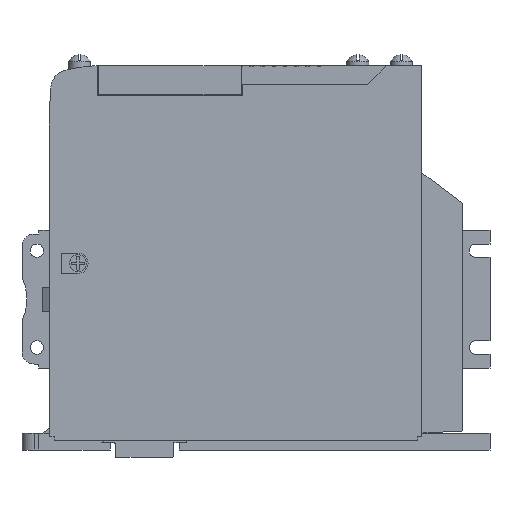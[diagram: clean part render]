
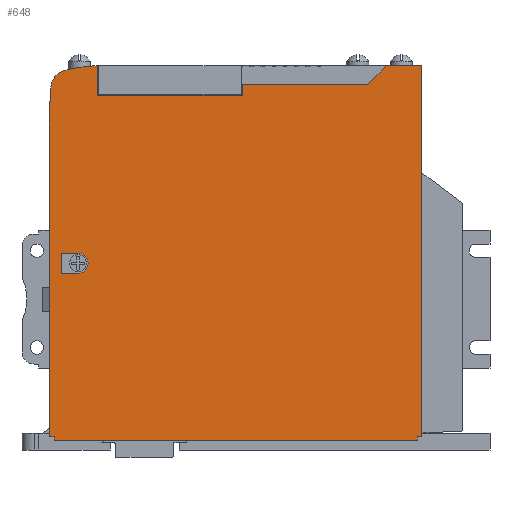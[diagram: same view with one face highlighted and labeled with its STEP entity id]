
A CAD part, left-side view. The second image highlights one B-rep face of the part: STEP entity #648.
In plain terms, the highlighted planar face has unit normal (-1, 0, 0).
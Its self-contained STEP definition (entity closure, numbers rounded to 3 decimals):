
#648 = ADVANCED_FACE( '', ( #1391, #1392 ), #1393, .F. );
#1391 = FACE_OUTER_BOUND( '', #2265, .T. );
#1392 = FACE_BOUND( '', #2266, .T. );
#1393 = PLANE( '', #2267 );
#2265 = EDGE_LOOP( '', ( #3922, #3923, #3924, #3925, #3926, #3927, #3928, #3929, #3930, #3931, #3932, #3933, #3934, #3935, #3936, #3937 ) );
#2266 = EDGE_LOOP( '', ( #3938, #3939, #3940, #3941 ) );
#2267 = AXIS2_PLACEMENT_3D( '', #3942, #3943, #3944 );
#3922 = ORIENTED_EDGE( '', *, *, #5783, .T. );
#3923 = ORIENTED_EDGE( '', *, *, #5961, .T. );
#3924 = ORIENTED_EDGE( '', *, *, #5962, .F. );
#3925 = ORIENTED_EDGE( '', *, *, #5907, .T. );
#3926 = ORIENTED_EDGE( '', *, *, #5835, .T. );
#3927 = ORIENTED_EDGE( '', *, *, #5963, .F. );
#3928 = ORIENTED_EDGE( '', *, *, #5426, .F. );
#3929 = ORIENTED_EDGE( '', *, *, #5964, .F. );
#3930 = ORIENTED_EDGE( '', *, *, #5725, .F. );
#3931 = ORIENTED_EDGE( '', *, *, #5787, .F. );
#3932 = ORIENTED_EDGE( '', *, *, #5394, .F. );
#3933 = ORIENTED_EDGE( '', *, *, #5344, .F. );
#3934 = ORIENTED_EDGE( '', *, *, #5482, .F. );
#3935 = ORIENTED_EDGE( '', *, *, #5632, .F. );
#3936 = ORIENTED_EDGE( '', *, *, #5965, .F. );
#3937 = ORIENTED_EDGE( '', *, *, #5966, .F. );
#3938 = ORIENTED_EDGE( '', *, *, #5967, .T. );
#3939 = ORIENTED_EDGE( '', *, *, #5598, .T. );
#3940 = ORIENTED_EDGE( '', *, *, #5968, .T. );
#3941 = ORIENTED_EDGE( '', *, *, #5402, .T. );
#3942 = CARTESIAN_POINT( '', ( -35., 162.294, 145.224 ) );
#3943 = DIRECTION( '', ( 1., 0., 0. ) );
#3944 = DIRECTION( '', ( 0., 0., -1. ) );
#5344 = EDGE_CURVE( '', #6394, #6395, #6396, .T. );
#5394 = EDGE_CURVE( '', #6395, #6484, #6485, .T. );
#5402 = EDGE_CURVE( '', #6496, #6497, #6498, .T. );
#5426 = EDGE_CURVE( '', #6538, #6530, #6540, .T. );
#5482 = EDGE_CURVE( '', #6637, #6394, #6638, .T. );
#5598 = EDGE_CURVE( '', #6839, #6840, #6841, .T. );
#5632 = EDGE_CURVE( '', #6891, #6637, #6892, .T. );
#5725 = EDGE_CURVE( '', #7051, #7053, #7054, .T. );
#5783 = EDGE_CURVE( '', #7144, #7145, #7146, .T. );
#5787 = EDGE_CURVE( '', #6484, #7051, #7150, .T. );
#5835 = EDGE_CURVE( '', #7219, #7217, #7220, .T. );
#5907 = EDGE_CURVE( '', #7325, #7219, #7326, .T. );
#5961 = EDGE_CURVE( '', #7145, #7402, #7403, .T. );
#5962 = EDGE_CURVE( '', #7325, #7402, #7404, .T. );
#5963 = EDGE_CURVE( '', #6530, #7217, #7405, .T. );
#5964 = EDGE_CURVE( '', #7053, #6538, #7406, .T. );
#5965 = EDGE_CURVE( '', #7407, #6891, #7408, .T. );
#5966 = EDGE_CURVE( '', #7144, #7407, #7409, .T. );
#5967 = EDGE_CURVE( '', #6497, #6839, #7410, .T. );
#5968 = EDGE_CURVE( '', #6840, #6496, #7411, .T. );
#6394 = VERTEX_POINT( '', #7941 );
#6395 = VERTEX_POINT( '', #7942 );
#6396 = LINE( '', #7943, #7944 );
#6484 = VERTEX_POINT( '', #8067 );
#6485 = LINE( '', #8068, #8069 );
#6496 = VERTEX_POINT( '', #8085 );
#6497 = VERTEX_POINT( '', #8086 );
#6498 = LINE( '', #8087, #8088 );
#6530 = VERTEX_POINT( '', #8132 );
#6538 = VERTEX_POINT( '', #8142 );
#6540 = CIRCLE( '', #8145, 8. );
#6637 = VERTEX_POINT( '', #8282 );
#6638 = LINE( '', #8283, #8284 );
#6839 = VERTEX_POINT( '', #8571 );
#6840 = VERTEX_POINT( '', #8572 );
#6841 = LINE( '', #8573, #8574 );
#6891 = VERTEX_POINT( '', #8645 );
#6892 = LINE( '', #8646, #8647 );
#7051 = VERTEX_POINT( '', #8890 );
#7053 = VERTEX_POINT( '', #8893 );
#7054 = LINE( '', #8894, #8895 );
#7144 = VERTEX_POINT( '', #9028 );
#7145 = VERTEX_POINT( '', #9029 );
#7146 = LINE( '', #9030, #9031 );
#7150 = LINE( '', #9037, #9038 );
#7217 = VERTEX_POINT( '', #9134 );
#7219 = VERTEX_POINT( '', #9137 );
#7220 = LINE( '', #9138, #9139 );
#7325 = VERTEX_POINT( '', #9283 );
#7326 = LINE( '', #9284, #9285 );
#7402 = VERTEX_POINT( '', #9393 );
#7403 = LINE( '', #9394, #9395 );
#7404 = LINE( '', #9396, #9397 );
#7405 = CIRCLE( '', #9398, 55.147 );
#7406 = LINE( '', #9399, #9400 );
#7407 = VERTEX_POINT( '', #9401 );
#7408 = LINE( '', #9402, #9403 );
#7409 = LINE( '', #9404, #9405 );
#7410 = LINE( '', #9406, #9407 );
#7411 = CIRCLE( '', #9408, 4.2 );
#7941 = CARTESIAN_POINT( '', ( -35., 18.8, 0. ) );
#7942 = CARTESIAN_POINT( '', ( -35., 168.8, 0. ) );
#7943 = CARTESIAN_POINT( '', ( -35., 18.8, 0. ) );
#7944 = VECTOR( '', #10062, 1000. );
#8067 = CARTESIAN_POINT( '', ( -35., 168.8, 1.5 ) );
#8068 = CARTESIAN_POINT( '', ( -35., 168.8, 0. ) );
#8069 = VECTOR( '', #10110, 1000. );
#8085 = CARTESIAN_POINT( '', ( -35., 159., 69. ) );
#8086 = CARTESIAN_POINT( '', ( -35., 165.8, 69. ) );
#8087 = CARTESIAN_POINT( '', ( -35., 159., 69. ) );
#8088 = VECTOR( '', #10116, 1000. );
#8132 = CARTESIAN_POINT( '', ( -35., 164.418, 152.937 ) );
#8142 = CARTESIAN_POINT( '', ( -35., 170.283, 145.643 ) );
#8145 = AXIS2_PLACEMENT_3D( '', #10144, #10145, #10146 );
#8282 = CARTESIAN_POINT( '', ( -35., 18.8, 1.5 ) );
#8283 = CARTESIAN_POINT( '', ( -35., 18.8, 1.5 ) );
#8284 = VECTOR( '', #10202, 1000. );
#8571 = CARTESIAN_POINT( '', ( -35., 165.8, 77.4 ) );
#8572 = CARTESIAN_POINT( '', ( -35., 159., 77.4 ) );
#8573 = CARTESIAN_POINT( '', ( -35., 165.8, 77.4 ) );
#8574 = VECTOR( '', #10328, 1000. );
#8645 = CARTESIAN_POINT( '', ( -35., 16.8, 1.5 ) );
#8646 = CARTESIAN_POINT( '', ( -35., 16.8, 1.5 ) );
#8647 = VECTOR( '', #10359, 1000. );
#8890 = CARTESIAN_POINT( '', ( -35., 170.8, 1.5 ) );
#8893 = CARTESIAN_POINT( '', ( -35., 170.8, 135.775 ) );
#8894 = CARTESIAN_POINT( '', ( -35., 170.8, 1.5 ) );
#8895 = VECTOR( '', #10445, 1000. );
#9028 = CARTESIAN_POINT( '', ( -35., 31.5, 154.9 ) );
#9029 = CARTESIAN_POINT( '', ( -35., 39.3, 147.1 ) );
#9030 = CARTESIAN_POINT( '', ( -35., 31.5, 154.9 ) );
#9031 = VECTOR( '', #10492, 1000. );
#9037 = CARTESIAN_POINT( '', ( -35., 168.8, 1.5 ) );
#9038 = VECTOR( '', #10495, 1000. );
#9134 = CARTESIAN_POINT( '', ( -35., 151.1, 154.9 ) );
#9137 = CARTESIAN_POINT( '', ( -35., 151.1, 142.4 ) );
#9138 = CARTESIAN_POINT( '', ( -35., 151.1, 154.4 ) );
#9139 = VECTOR( '', #10535, 1000. );
#9283 = CARTESIAN_POINT( '', ( -35., 91., 142.4 ) );
#9284 = CARTESIAN_POINT( '', ( -35., 91., 142.4 ) );
#9285 = VECTOR( '', #10620, 1000. );
#9393 = CARTESIAN_POINT( '', ( -35., 91., 147.1 ) );
#9394 = CARTESIAN_POINT( '', ( -35., 39.3, 147.1 ) );
#9395 = VECTOR( '', #10680, 1000. );
#9396 = CARTESIAN_POINT( '', ( -35., 91., 154.4 ) );
#9397 = VECTOR( '', #10681, 1000. );
#9398 = AXIS2_PLACEMENT_3D( '', #10682, #10683, #10684 );
#9399 = CARTESIAN_POINT( '', ( -35., 170.8, 135.775 ) );
#9400 = VECTOR( '', #10685, 1000. );
#9401 = CARTESIAN_POINT( '', ( -35., 16.8, 154.9 ) );
#9402 = CARTESIAN_POINT( '', ( -35., 16.8, 154.9 ) );
#9403 = VECTOR( '', #10686, 1000. );
#9404 = CARTESIAN_POINT( '', ( -35., 151.1, 154.9 ) );
#9405 = VECTOR( '', #10687, 1000. );
#9406 = CARTESIAN_POINT( '', ( -35., 165.8, 69. ) );
#9407 = VECTOR( '', #10688, 1000. );
#9408 = AXIS2_PLACEMENT_3D( '', #10689, #10690, #10691 );
#10062 = DIRECTION( '', ( 0., 1., 0. ) );
#10110 = DIRECTION( '', ( 0., 0., 1. ) );
#10116 = DIRECTION( '', ( 0., 1., 0. ) );
#10144 = CARTESIAN_POINT( '', ( -35., 162.294, 145.224 ) );
#10145 = DIRECTION( '', ( 1., 0., 0. ) );
#10146 = DIRECTION( '', ( 0., 0., -1. ) );
#10202 = DIRECTION( '', ( 0., 0., -1. ) );
#10328 = DIRECTION( '', ( 0., -1., 0. ) );
#10359 = DIRECTION( '', ( 0., 1., 0. ) );
#10445 = DIRECTION( '', ( 0., 0., 1. ) );
#10492 = DIRECTION( '', ( 0., 0.707, -0.707 ) );
#10495 = DIRECTION( '', ( 0., 1., 0. ) );
#10535 = DIRECTION( '', ( 0., 0., 1. ) );
#10620 = DIRECTION( '', ( 0., 1., 0. ) );
#10680 = DIRECTION( '', ( 0., 1., 0. ) );
#10681 = DIRECTION( '', ( 0., 0., 1. ) );
#10682 = CARTESIAN_POINT( '', ( -35., 149.778, 99.769 ) );
#10683 = DIRECTION( '', ( 1., 0., 0. ) );
#10684 = DIRECTION( '', ( 0., 0., -1. ) );
#10685 = DIRECTION( '', ( 0., -0.052, 0.999 ) );
#10686 = DIRECTION( '', ( 0., 0., -1. ) );
#10687 = DIRECTION( '', ( 0., -1., 0. ) );
#10688 = DIRECTION( '', ( 0., 0., 1. ) );
#10689 = CARTESIAN_POINT( '', ( -35., 159., 73.2 ) );
#10690 = DIRECTION( '', ( 1., 0., 0. ) );
#10691 = DIRECTION( '', ( 0., 0., -1. ) );
